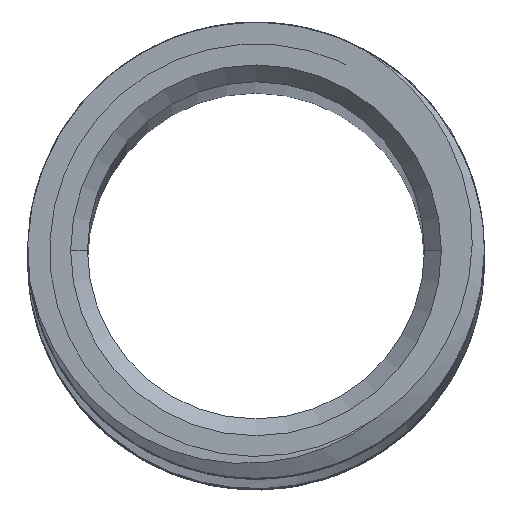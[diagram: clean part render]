
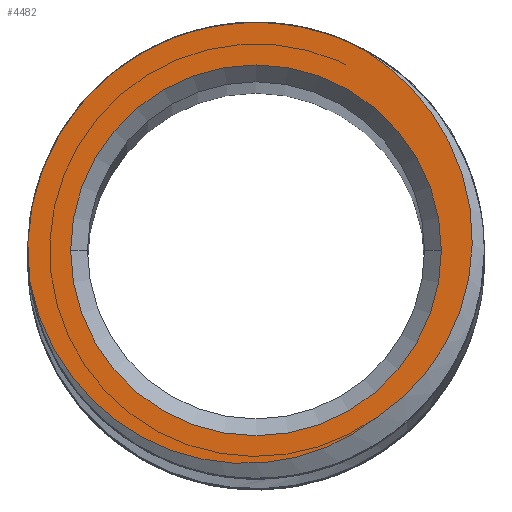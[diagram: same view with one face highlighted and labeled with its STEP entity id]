
A CAD part, top view. The second image highlights one B-rep face of the part: STEP entity #4482.
In plain terms, the highlighted planar face has unit normal (0, 0, 1).
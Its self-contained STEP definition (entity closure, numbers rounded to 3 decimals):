
#65=CARTESIAN_POINT('',(0.,0.,152.4));
#66=DIRECTION('',(0.,0.,-1.));
#67=DIRECTION('',(-1.,0.,0.));
#68=AXIS2_PLACEMENT_3D('',#65,#66,#67);
#70=CARTESIAN_POINT('',(0.,0.,152.4));
#71=DIRECTION('',(0.,0.,-1.));
#72=DIRECTION('',(1.,0.,0.));
#73=AXIS2_PLACEMENT_3D('',#70,#71,#72);
#75=CARTESIAN_POINT('',(5.657,-7.787,152.4));
#76=CARTESIAN_POINT('',(6.259,-7.395,152.4));
#77=CARTESIAN_POINT('',(7.353,-6.499,152.4));
#78=CARTESIAN_POINT('',(8.72,-4.744,152.4));
#79=CARTESIAN_POINT('',(9.64,-2.775,152.4));
#80=CARTESIAN_POINT('',(10.123,-0.63,152.4));
#81=CARTESIAN_POINT('',(10.124,1.617,152.4));
#82=CARTESIAN_POINT('',(9.636,3.803,152.4));
#83=CARTESIAN_POINT('',(8.683,5.841,152.4));
#84=CARTESIAN_POINT('',(7.35,7.582,152.4));
#85=CARTESIAN_POINT('',(5.805,8.92,152.4));
#86=CARTESIAN_POINT('',(4.752,9.539,152.4));
#87=CARTESIAN_POINT('',(4.219,9.798,152.4));
#89=CARTESIAN_POINT('',(-10.572,-1.43,152.4));
#90=CARTESIAN_POINT('',(-10.419,-2.261,152.4));
#91=CARTESIAN_POINT('',(-9.942,-3.778,152.4));
#92=CARTESIAN_POINT('',(-8.841,-5.692,152.4));
#93=CARTESIAN_POINT('',(-7.561,-7.158,152.4));
#94=CARTESIAN_POINT('',(-6.019,-8.387,152.4));
#95=CARTESIAN_POINT('',(-4.169,-9.339,152.4));
#96=CARTESIAN_POINT('',(-2.145,-9.892,152.4));
#97=CARTESIAN_POINT('',(-0.088,-10.016,152.4));
#98=CARTESIAN_POINT('',(1.919,-9.727,152.4));
#99=CARTESIAN_POINT('',(3.868,-9.018,152.4));
#100=CARTESIAN_POINT('',(5.08,-8.254,152.4));
#101=CARTESIAN_POINT('',(5.657,-7.787,152.4));
#174=CARTESIAN_POINT('',(0.,0.,152.4));
#175=DIRECTION('',(0.,0.,1.));
#176=DIRECTION('',(0.395,0.918,0.));
#177=AXIS2_PLACEMENT_3D('',#174,#175,#176);
#4181=CARTESIAN_POINT('',(-8.661,0.,152.4));
#4182=CARTESIAN_POINT('',(8.661,0.,152.4));
#4183=VERTEX_POINT('',#4181);
#4184=VERTEX_POINT('',#4182);
#4200=VERTEX_POINT('',#75);
#4201=VERTEX_POINT('',#87);
#4202=VERTEX_POINT('',#89);
#4464=CARTESIAN_POINT('',(0.,0.,152.4));
#4465=DIRECTION('',(0.,0.,1.));
#4466=DIRECTION('',(1.,0.,0.));
#4467=AXIS2_PLACEMENT_3D('',#4464,#4465,#4466);
#4468=PLANE('',#4467);
#4470=ORIENTED_EDGE('',*,*,#4469,.F.);
#4472=ORIENTED_EDGE('',*,*,#4471,.F.);
#4474=ORIENTED_EDGE('',*,*,#4473,.F.);
#4475=EDGE_LOOP('',(#4470,#4472,#4474));
#4476=FACE_OUTER_BOUND('',#4475,.F.);
#4478=ORIENTED_EDGE('',*,*,#4477,.F.);
#4479=ORIENTED_EDGE('',*,*,#4454,.F.);
#4480=EDGE_LOOP('',(#4478,#4479));
#4481=FACE_BOUND('',#4480,.F.);
#4482=ADVANCED_FACE('',(#4476,#4481),#4468,.T.);
#69=CIRCLE('',#68,8.661);
#74=CIRCLE('',#73,8.661);
#88=B_SPLINE_CURVE_WITH_KNOTS('',3,(#75,#76,#77,#78,#79,#80,#81,#82,#83,#84,#85,
#86,#87),.UNSPECIFIED.,.F.,.F.,(4,1,1,1,1,1,1,1,1,1,4),(0.,0.1,0.2,0.3,
0.4,0.5,0.6,0.7,0.8,0.9,1.),.UNSPECIFIED.);
#102=B_SPLINE_CURVE_WITH_KNOTS('',3,(#89,#90,#91,#92,#93,#94,#95,#96,#97,#98,
#99,#100,#101),.UNSPECIFIED.,.F.,.F.,(4,1,1,1,1,1,1,1,1,1,4),(0.,0.1,0.2,
0.3,0.4,0.5,0.6,0.7,0.8,0.9,1.),.UNSPECIFIED.);
#178=CIRCLE('',#177,10.668);
#4454=EDGE_CURVE('',#4184,#4183,#74,.T.);
#4469=EDGE_CURVE('',#4200,#4201,#88,.T.);
#4471=EDGE_CURVE('',#4202,#4200,#102,.T.);
#4473=EDGE_CURVE('',#4201,#4202,#178,.T.);
#4477=EDGE_CURVE('',#4183,#4184,#69,.T.);
